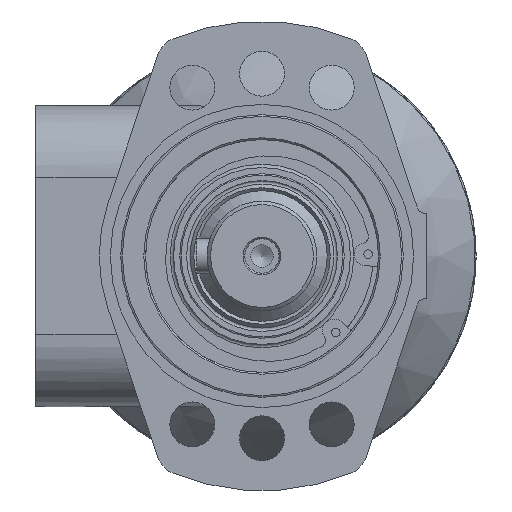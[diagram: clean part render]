
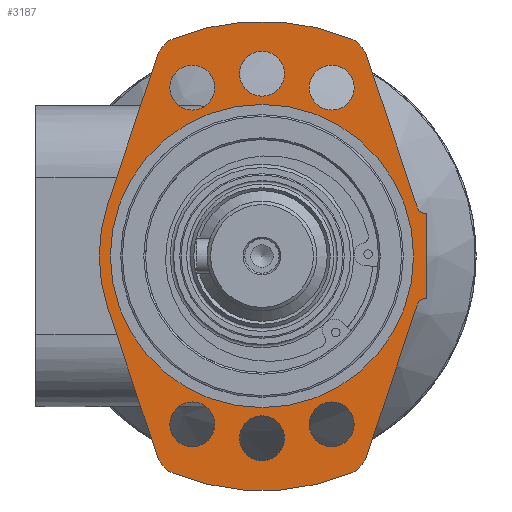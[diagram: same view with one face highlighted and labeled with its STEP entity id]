
A CAD part, left-side view. The second image highlights one B-rep face of the part: STEP entity #3187.
In plain terms, the highlighted planar face has unit normal (-1, 0, 0).
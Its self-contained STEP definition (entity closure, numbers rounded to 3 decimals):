
#359=LINE('',#5620,#507);
#362=LINE('',#5626,#510);
#366=LINE('',#5638,#514);
#371=LINE('',#5654,#519);
#374=LINE('',#5662,#522);
#379=LINE('',#5678,#527);
#383=LINE('',#5708,#531);
#507=VECTOR('',#4496,1000.);
#510=VECTOR('',#4501,1000.);
#514=VECTOR('',#4515,1000.);
#519=VECTOR('',#4534,1000.);
#522=VECTOR('',#4543,1000.);
#527=VECTOR('',#4562,1000.);
#531=VECTOR('',#4600,1000.);
#1228=ORIENTED_EDGE('',*,*,#1686,.T.);
#1229=ORIENTED_EDGE('',*,*,#1684,.T.);
#1230=ORIENTED_EDGE('',*,*,#1683,.T.);
#1231=ORIENTED_EDGE('',*,*,#1682,.T.);
#1232=ORIENTED_EDGE('',*,*,#1681,.T.);
#1233=ORIENTED_EDGE('',*,*,#1680,.T.);
#1234=ORIENTED_EDGE('',*,*,#1679,.T.);
#1235=ORIENTED_EDGE('',*,*,#1644,.F.);
#1236=ORIENTED_EDGE('',*,*,#1685,.F.);
#1237=ORIENTED_EDGE('',*,*,#1677,.T.);
#1238=ORIENTED_EDGE('',*,*,#1675,.F.);
#1239=ORIENTED_EDGE('',*,*,#1673,.F.);
#1240=ORIENTED_EDGE('',*,*,#1671,.F.);
#1241=ORIENTED_EDGE('',*,*,#1669,.F.);
#1242=ORIENTED_EDGE('',*,*,#1667,.F.);
#1243=ORIENTED_EDGE('',*,*,#1665,.F.);
#1244=ORIENTED_EDGE('',*,*,#1663,.F.);
#1245=ORIENTED_EDGE('',*,*,#1661,.F.);
#1246=ORIENTED_EDGE('',*,*,#1659,.F.);
#1247=ORIENTED_EDGE('',*,*,#1657,.F.);
#1248=ORIENTED_EDGE('',*,*,#1655,.F.);
#1249=ORIENTED_EDGE('',*,*,#1653,.F.);
#1250=ORIENTED_EDGE('',*,*,#1651,.F.);
#1251=ORIENTED_EDGE('',*,*,#1649,.T.);
#1252=ORIENTED_EDGE('',*,*,#1647,.F.);
#1644=EDGE_CURVE('',#1968,#1969,#359,.T.);
#1647=EDGE_CURVE('',#1969,#1970,#362,.T.);
#1649=EDGE_CURVE('',#1971,#1970,#2188,.T.);
#1651=EDGE_CURVE('',#1971,#1972,#2189,.T.);
#1653=EDGE_CURVE('',#1972,#1973,#366,.T.);
#1655=EDGE_CURVE('',#1973,#1974,#2190,.T.);
#1657=EDGE_CURVE('',#1974,#1975,#2191,.T.);
#1659=EDGE_CURVE('',#1975,#1976,#2192,.T.);
#1661=EDGE_CURVE('',#1976,#1977,#371,.T.);
#1663=EDGE_CURVE('',#1977,#1978,#2193,.T.);
#1665=EDGE_CURVE('',#1978,#1979,#374,.T.);
#1667=EDGE_CURVE('',#1979,#1980,#2194,.T.);
#1669=EDGE_CURVE('',#1980,#1981,#2195,.T.);
#1671=EDGE_CURVE('',#1981,#1982,#2196,.T.);
#1673=EDGE_CURVE('',#1982,#1983,#379,.T.);
#1675=EDGE_CURVE('',#1983,#1984,#2197,.T.);
#1677=EDGE_CURVE('',#1985,#1984,#2198,.T.);
#1679=EDGE_CURVE('',#1986,#1986,#2199,.T.);
#1680=EDGE_CURVE('',#1987,#1987,#2200,.T.);
#1681=EDGE_CURVE('',#1988,#1988,#2201,.T.);
#1682=EDGE_CURVE('',#1989,#1989,#2202,.T.);
#1683=EDGE_CURVE('',#1990,#1990,#2203,.T.);
#1684=EDGE_CURVE('',#1991,#1991,#2204,.T.);
#1685=EDGE_CURVE('',#1985,#1968,#383,.T.);
#1686=EDGE_CURVE('',#1992,#1992,#2205,.T.);
#1968=VERTEX_POINT('',#5621);
#1969=VERTEX_POINT('',#5622);
#1970=VERTEX_POINT('',#5627);
#1971=VERTEX_POINT('',#5631);
#1972=VERTEX_POINT('',#5635);
#1973=VERTEX_POINT('',#5639);
#1974=VERTEX_POINT('',#5643);
#1975=VERTEX_POINT('',#5647);
#1976=VERTEX_POINT('',#5651);
#1977=VERTEX_POINT('',#5655);
#1978=VERTEX_POINT('',#5659);
#1979=VERTEX_POINT('',#5663);
#1980=VERTEX_POINT('',#5667);
#1981=VERTEX_POINT('',#5671);
#1982=VERTEX_POINT('',#5675);
#1983=VERTEX_POINT('',#5679);
#1984=VERTEX_POINT('',#5683);
#1985=VERTEX_POINT('',#5687);
#1986=VERTEX_POINT('',#5691);
#1987=VERTEX_POINT('',#5694);
#1988=VERTEX_POINT('',#5697);
#1989=VERTEX_POINT('',#5700);
#1990=VERTEX_POINT('',#5703);
#1991=VERTEX_POINT('',#5706);
#1992=VERTEX_POINT('',#5711);
#2188=CIRCLE('',#3620,2.);
#2189=CIRCLE('',#3622,47.5);
#2190=CIRCLE('',#3625,8.);
#2191=CIRCLE('',#3627,68.5);
#2192=CIRCLE('',#3629,8.);
#2193=CIRCLE('',#3632,47.5);
#2194=CIRCLE('',#3635,8.);
#2195=CIRCLE('',#3637,68.5);
#2196=CIRCLE('',#3639,8.);
#2197=CIRCLE('',#3642,47.5);
#2198=CIRCLE('',#3644,2.);
#2199=CIRCLE('',#3646,6.55);
#2200=CIRCLE('',#3648,6.55);
#2201=CIRCLE('',#3650,6.55);
#2202=CIRCLE('',#3652,6.55);
#2203=CIRCLE('',#3654,6.55);
#2204=CIRCLE('',#3656,6.55);
#2205=CIRCLE('',#3659,44.25);
#2518=EDGE_LOOP('',(#1228));
#2519=EDGE_LOOP('',(#1229));
#2520=EDGE_LOOP('',(#1230));
#2521=EDGE_LOOP('',(#1231));
#2522=EDGE_LOOP('',(#1232));
#2523=EDGE_LOOP('',(#1233));
#2524=EDGE_LOOP('',(#1234));
#2525=EDGE_LOOP('',(#1235,#1236,#1237,#1238,#1239,#1240,#1241,#1242,#1243,
#1244,#1245,#1246,#1247,#1248,#1249,#1250,#1251,#1252));
#2867=FACE_BOUND('',#2518,.T.);
#2868=FACE_BOUND('',#2519,.T.);
#2869=FACE_BOUND('',#2520,.T.);
#2870=FACE_BOUND('',#2521,.T.);
#2871=FACE_BOUND('',#2522,.T.);
#2872=FACE_BOUND('',#2523,.T.);
#2873=FACE_BOUND('',#2524,.T.);
#2874=FACE_BOUND('',#2525,.T.);
#2999=PLANE('',#3658);
#3187=ADVANCED_FACE('',(#2867,#2868,#2869,#2870,#2871,#2872,#2873,#2874),
#2999,.F.);
#3620=AXIS2_PLACEMENT_3D('',#5630,#4505,#4506);
#3622=AXIS2_PLACEMENT_3D('',#5634,#4510,#4511);
#3625=AXIS2_PLACEMENT_3D('',#5642,#4519,#4520);
#3627=AXIS2_PLACEMENT_3D('',#5646,#4524,#4525);
#3629=AXIS2_PLACEMENT_3D('',#5650,#4529,#4530);
#3632=AXIS2_PLACEMENT_3D('',#5658,#4538,#4539);
#3635=AXIS2_PLACEMENT_3D('',#5666,#4547,#4548);
#3637=AXIS2_PLACEMENT_3D('',#5670,#4552,#4553);
#3639=AXIS2_PLACEMENT_3D('',#5674,#4557,#4558);
#3642=AXIS2_PLACEMENT_3D('',#5682,#4566,#4567);
#3644=AXIS2_PLACEMENT_3D('',#5686,#4571,#4572);
#3646=AXIS2_PLACEMENT_3D('',#5690,#4576,#4577);
#3648=AXIS2_PLACEMENT_3D('',#5693,#4580,#4581);
#3650=AXIS2_PLACEMENT_3D('',#5696,#4584,#4585);
#3652=AXIS2_PLACEMENT_3D('',#5699,#4588,#4589);
#3654=AXIS2_PLACEMENT_3D('',#5702,#4592,#4593);
#3656=AXIS2_PLACEMENT_3D('',#5705,#4596,#4597);
#3658=AXIS2_PLACEMENT_3D('',#5709,#4601,#4602);
#3659=AXIS2_PLACEMENT_3D('',#5710,#4603,#4604);
#4496=DIRECTION('',(0.,-1.,0.));
#4501=DIRECTION('',(0.,0.,-1.));
#4505=DIRECTION('',(1.,0.,0.));
#4506=DIRECTION('',(0.,0.,-1.));
#4510=DIRECTION('',(1.,0.,0.));
#4511=DIRECTION('',(0.,0.,-1.));
#4515=DIRECTION('',(0.,-0.948,-0.317));
#4519=DIRECTION('',(1.,0.,0.));
#4520=DIRECTION('',(0.,0.,-1.));
#4524=DIRECTION('',(1.,0.,0.));
#4525=DIRECTION('',(0.,0.,-1.));
#4529=DIRECTION('',(1.,0.,0.));
#4530=DIRECTION('',(0.,0.,-1.));
#4534=DIRECTION('',(0.,0.948,-0.317));
#4538=DIRECTION('',(1.,0.,0.));
#4539=DIRECTION('',(0.,0.,-1.));
#4543=DIRECTION('',(0.,0.948,0.317));
#4547=DIRECTION('',(1.,0.,0.));
#4548=DIRECTION('',(0.,0.,-1.));
#4552=DIRECTION('',(1.,0.,0.));
#4553=DIRECTION('',(0.,0.,-1.));
#4557=DIRECTION('',(1.,0.,0.));
#4558=DIRECTION('',(0.,0.,-1.));
#4562=DIRECTION('',(0.,-0.948,0.317));
#4566=DIRECTION('',(1.,0.,0.));
#4567=DIRECTION('',(0.,0.,-1.));
#4571=DIRECTION('',(1.,0.,0.));
#4572=DIRECTION('',(0.,0.,-1.));
#4576=DIRECTION('',(1.,0.,0.));
#4577=DIRECTION('',(0.,0.,-1.));
#4580=DIRECTION('',(1.,0.,0.));
#4581=DIRECTION('',(0.,0.,-1.));
#4584=DIRECTION('',(1.,0.,0.));
#4585=DIRECTION('',(0.,0.,-1.));
#4588=DIRECTION('',(1.,0.,0.));
#4589=DIRECTION('',(0.,0.,-1.));
#4592=DIRECTION('',(1.,0.,0.));
#4593=DIRECTION('',(0.,0.,-1.));
#4596=DIRECTION('',(1.,0.,0.));
#4597=DIRECTION('',(0.,0.,-1.));
#4600=DIRECTION('',(0.,0.,1.));
#4601=DIRECTION('',(1.,0.,0.));
#4602=DIRECTION('',(0.,0.,-1.));
#4603=DIRECTION('',(1.,0.,0.));
#4604=DIRECTION('',(0.,0.,-1.));
#5620=CARTESIAN_POINT('',(0.,12.5,48.));
#5621=CARTESIAN_POINT('',(0.,12.5,48.));
#5622=CARTESIAN_POINT('',(0.,-12.5,48.));
#5626=CARTESIAN_POINT('',(0.,-12.5,48.));
#5627=CARTESIAN_POINT('',(0.,-12.5,47.329));
#5630=CARTESIAN_POINT('',(0.,-14.5,47.329));
#5631=CARTESIAN_POINT('',(0.,-13.914,45.416));
#5634=CARTESIAN_POINT('',(0.,0.,0.));
#5635=CARTESIAN_POINT('',(0.,-15.072,45.045));
#5638=CARTESIAN_POINT('',(0.,-15.072,45.045));
#5639=CARTESIAN_POINT('',(0.,-58.53,30.505));
#5642=CARTESIAN_POINT('',(0.,-55.991,22.918));
#5643=CARTESIAN_POINT('',(0.,-63.395,25.949));
#5646=CARTESIAN_POINT('',(0.,0.,0.));
#5647=CARTESIAN_POINT('',(0.,-63.395,-25.949));
#5650=CARTESIAN_POINT('',(0.,-55.991,-22.918));
#5651=CARTESIAN_POINT('',(0.,-58.53,-30.505));
#5654=CARTESIAN_POINT('',(0.,-58.53,-30.505));
#5655=CARTESIAN_POINT('',(0.,-15.072,-45.045));
#5658=CARTESIAN_POINT('',(0.,0.,0.));
#5659=CARTESIAN_POINT('',(0.,15.072,-45.045));
#5662=CARTESIAN_POINT('',(0.,15.072,-45.045));
#5663=CARTESIAN_POINT('',(0.,58.53,-30.505));
#5666=CARTESIAN_POINT('',(0.,55.991,-22.918));
#5667=CARTESIAN_POINT('',(0.,63.395,-25.949));
#5670=CARTESIAN_POINT('',(0.,0.,0.));
#5671=CARTESIAN_POINT('',(0.,63.395,25.949));
#5674=CARTESIAN_POINT('',(0.,55.991,22.918));
#5675=CARTESIAN_POINT('',(0.,58.53,30.505));
#5678=CARTESIAN_POINT('',(0.,58.53,30.505));
#5679=CARTESIAN_POINT('',(0.,15.072,45.045));
#5682=CARTESIAN_POINT('',(0.,0.,0.));
#5683=CARTESIAN_POINT('',(0.,13.914,45.416));
#5686=CARTESIAN_POINT('',(0.,14.5,47.329));
#5687=CARTESIAN_POINT('',(0.,12.5,47.329));
#5690=CARTESIAN_POINT('',(0.,-49.15,-20.359));
#5691=CARTESIAN_POINT('',(0.,-49.15,-26.909));
#5693=CARTESIAN_POINT('',(0.,49.15,-20.359));
#5694=CARTESIAN_POINT('',(0.,49.15,-26.909));
#5696=CARTESIAN_POINT('',(0.,53.2,0.));
#5697=CARTESIAN_POINT('',(0.,53.2,-6.55));
#5699=CARTESIAN_POINT('',(0.,-53.2,0.));
#5700=CARTESIAN_POINT('',(0.,-53.2,-6.55));
#5702=CARTESIAN_POINT('',(0.,49.15,20.359));
#5703=CARTESIAN_POINT('',(0.,49.15,13.809));
#5705=CARTESIAN_POINT('',(0.,-49.15,20.359));
#5706=CARTESIAN_POINT('',(0.,-49.15,13.809));
#5708=CARTESIAN_POINT('',(0.,12.5,47.329));
#5709=CARTESIAN_POINT('',(0.,0.,0.));
#5710=CARTESIAN_POINT('',(0.,0.,0.));
#5711=CARTESIAN_POINT('',(0.,0.,-44.25));
